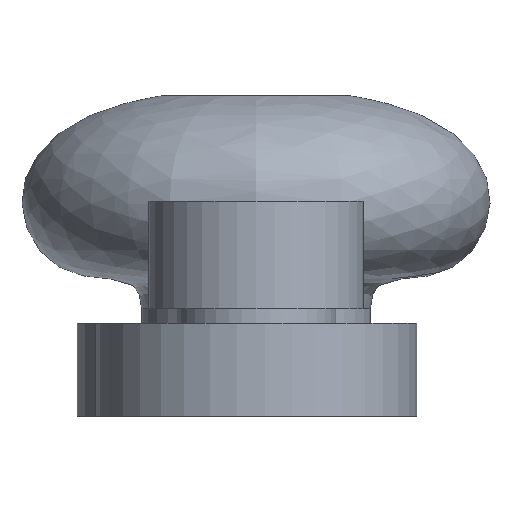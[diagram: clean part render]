
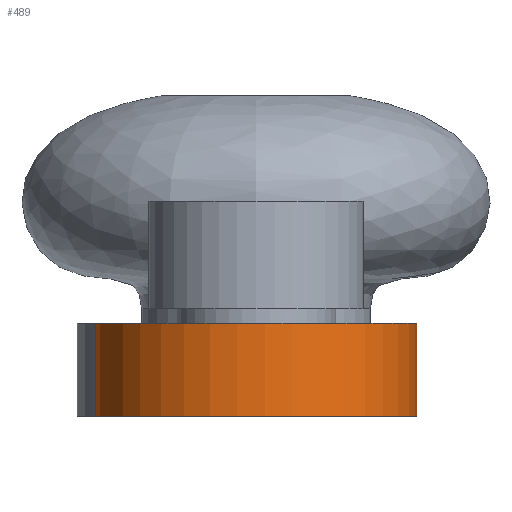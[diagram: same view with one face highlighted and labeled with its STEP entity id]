
A CAD part, left-side view. The second image highlights one B-rep face of the part: STEP entity #489.
In plain terms, the highlighted cylindrical face has radius 7.144 mm (diameter 14.287 mm), a partial arc.
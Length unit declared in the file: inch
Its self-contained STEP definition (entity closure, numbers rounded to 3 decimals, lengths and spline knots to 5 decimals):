
#61=LINE('',#1180,#91);
#62=LINE('',#1184,#92);
#91=VECTOR('',#722,0.3937);
#92=VECTOR('',#727,0.3937);
#108=CYLINDRICAL_SURFACE('',#576,0.28125);
#141=FACE_OUTER_BOUND('',#175,.T.);
#175=EDGE_LOOP('',(#425,#426,#427,#428));
#199=CIRCLE('',#556,0.28125);
#211=CIRCLE('',#577,0.28125);
#239=VERTEX_POINT('',#1133);
#240=VERTEX_POINT('',#1135);
#254=VERTEX_POINT('',#1179);
#255=VERTEX_POINT('',#1183);
#293=EDGE_CURVE('',#240,#239,#199,.T.);
#315=EDGE_CURVE('',#240,#254,#61,.T.);
#317=EDGE_CURVE('',#239,#255,#62,.T.);
#318=EDGE_CURVE('',#254,#255,#211,.F.);
#425=ORIENTED_EDGE('',*,*,#315,.F.);
#426=ORIENTED_EDGE('',*,*,#293,.T.);
#427=ORIENTED_EDGE('',*,*,#317,.T.);
#428=ORIENTED_EDGE('',*,*,#318,.F.);
#489=ADVANCED_FACE('',(#141),#108,.T.);
#556=AXIS2_PLACEMENT_3D('',#1136,#673,#674);
#576=AXIS2_PLACEMENT_3D('',#1182,#725,#726);
#577=AXIS2_PLACEMENT_3D('',#1185,#728,#729);
#673=DIRECTION('center_axis',(0.,0.,1.));
#674=DIRECTION('ref_axis',(1.,0.,0.));
#722=DIRECTION('',(0.,0.,1.));
#725=DIRECTION('center_axis',(0.,0.,1.));
#726=DIRECTION('ref_axis',(-0.999,-0.054,0.));
#727=DIRECTION('',(0.,0.,1.));
#728=DIRECTION('center_axis',(0.,0.,-1.));
#729=DIRECTION('ref_axis',(1.,0.,0.));
#1133=CARTESIAN_POINT('',(-0.73483,-0.09375,0.));
#1135=CARTESIAN_POINT('',(-0.74661,0.12205,0.));
#1136=CARTESIAN_POINT('Origin',(-1.,0.,0.));
#1179=CARTESIAN_POINT('',(-0.74661,0.12205,0.1625));
#1180=CARTESIAN_POINT('',(-0.74661,0.12205,0.));
#1182=CARTESIAN_POINT('Origin',(-1.,0.,0.));
#1183=CARTESIAN_POINT('',(-0.73483,-0.09375,0.1625));
#1184=CARTESIAN_POINT('',(-0.73483,-0.09375,0.));
#1185=CARTESIAN_POINT('Origin',(-1.,0.,0.1625));
